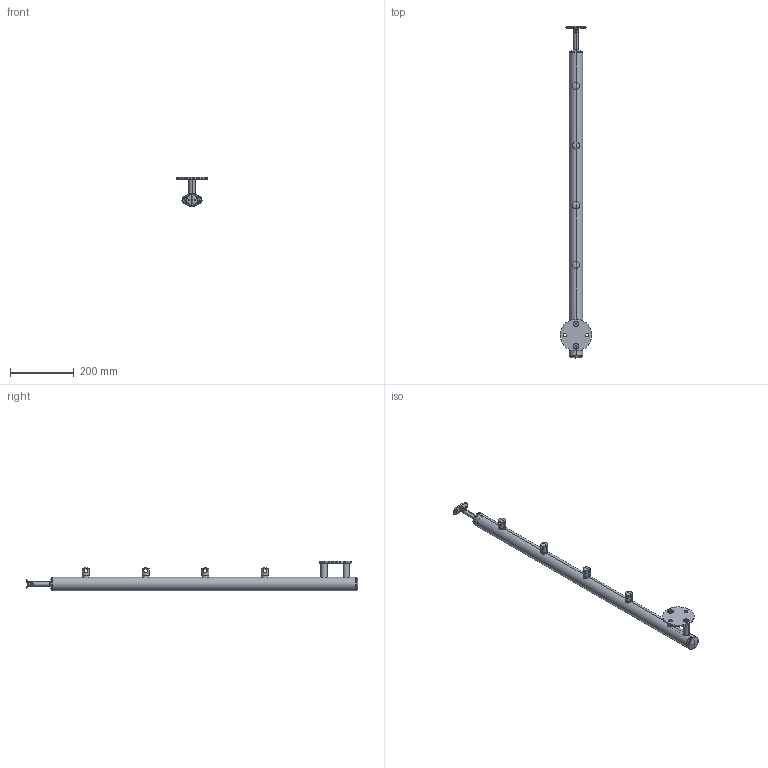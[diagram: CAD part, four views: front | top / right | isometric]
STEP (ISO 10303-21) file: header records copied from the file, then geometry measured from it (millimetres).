
FILE_DESCRIPTION (( 'STEP AP203' ), '1' );
FILE_NAME ('A-BR90-4D12.STEP', '2021-10-13T13:30:08', ( '' ), ( '' ), 'SwSTEP 2.0', 'SolidWorks 2019', '' );
FILE_SCHEMA (( 'CONFIG_CONTROL_DESIGN' ));
Length unit declared in the file: millimetre
Products named in the file (19): M6x10; A_0830_042 P1; A-BR90-4D12; A_0830_042; A-5729-242; Distanc; A_0718_242_UP E1; A6_021_6_A; A-0718-242_UP1 E1; screw_din_7991-m8x70; A-0718-242_UP2 E1; A_0830_042 P2; A_BR90_4xM5_TUBE; Platnicka_R; Piruba; screw_iso_4029-m5x6-45h
Assembly tree (33 placements, depth 3):
  A-BR90-4D12
    A_0830_042
      A_0830_042 P1
      A_0830_042 P2
      screw_iso_4029-m5x6-45h  x2
    A_0830_042
      A_0830_042 P1
      A_0830_042 P2
      screw_iso_4029-m5x6-45h  x2
    A_0830_042
      A_0830_042 P1
      A_0830_042 P2
      screw_iso_4029-m5x6-45h  x2
    A_0830_042
      A_0830_042 P1
      A_0830_042 P2
      screw_iso_4029-m5x6-45h  x2
    A_0718_242_UP E1
      M6x10
      A-0718-242_UP1 E1
      A-0718-242_UP2 E1
    A6_021_6_A
      Piruba
      Distanc  x2
      screw_din_7991-m8x70  x2
      Platnicka_R
    A_BR90_4xM5_TUBE
    A-5729-242
Bounding box: 100 x 1045.58 x 92.9 mm (x, y, z)
Volume: 365194.3 mm3; surface area: 322065.9 mm2
Topology: 27 solids, 27 shells, 938 faces, 2492 edges, 1557 vertices
Faces by surface type: plane 375, cylinder 352, cone 120, bspline 42, torus 33, sphere 16
Entity records: 28905 total; most frequent: CARTESIAN_POINT 10051, ORIENTED_EDGE 3740, DIRECTION 3089, EDGE_CURVE 1870, AXIS2_PLACEMENT_3D 1229, VERTEX_POINT 1206, EDGE_LOOP 732, ADVANCED_FACE 686
